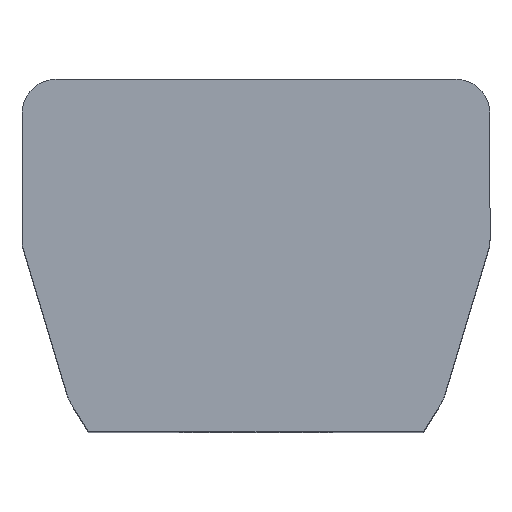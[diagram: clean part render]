
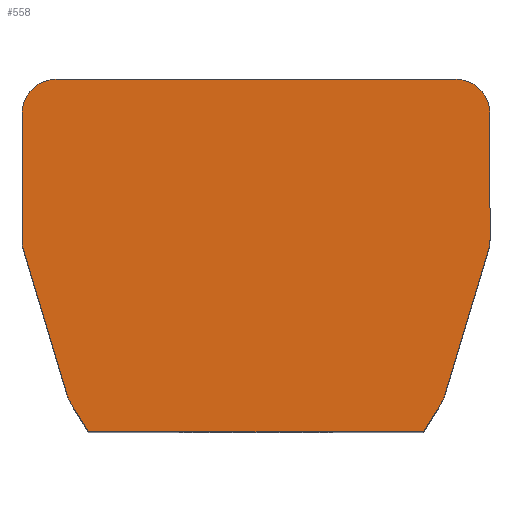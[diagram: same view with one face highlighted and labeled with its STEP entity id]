
A CAD part, top view. The second image highlights one B-rep face of the part: STEP entity #558.
In plain terms, the highlighted planar face has unit normal (0, 0, 1).
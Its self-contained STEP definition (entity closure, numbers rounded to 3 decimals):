
#5 = DIRECTION ( 'NONE',  ( 0.287, -0.958, 0. ) ) ;
#11 = DIRECTION ( 'NONE',  ( 0., 0., 1. ) ) ;
#12 = VERTEX_POINT ( 'NONE', #187 ) ;
#14 = DIRECTION ( 'NONE',  ( 1., 0., 0. ) ) ;
#31 = AXIS2_PLACEMENT_3D ( 'NONE', #98, #244, #151 ) ;
#37 = EDGE_CURVE ( 'NONE', #290, #47, #202, .T. ) ;
#39 = CARTESIAN_POINT ( 'NONE',  ( -28.946, 8.246, 15. ) ) ;
#44 = LINE ( 'NONE', #492, #514 ) ;
#45 = CARTESIAN_POINT ( 'NONE',  ( -30.38, 12.906, 15. ) ) ;
#47 = VERTEX_POINT ( 'NONE', #39 ) ;
#49 = ORIENTED_EDGE ( 'NONE', *, *, #367, .T. ) ;
#57 = VERTEX_POINT ( 'NONE', #369 ) ;
#68 = EDGE_CURVE ( 'NONE', #280, #239, #571, .T. ) ;
#86 = ORIENTED_EDGE ( 'NONE', *, *, #328, .T. ) ;
#95 = PLANE ( 'NONE',  #316 ) ;
#98 = CARTESIAN_POINT ( 'NONE',  ( -17.62, 13.052, 15. ) ) ;
#101 = CARTESIAN_POINT ( 'NONE',  ( -16.62, 12.906, 15. ) ) ;
#103 = CARTESIAN_POINT ( 'NONE',  ( -30.338, 12.765, 15. ) ) ;
#104 = CARTESIAN_POINT ( 'NONE',  ( -289.048, 429.399, 15. ) ) ;
#126 = ORIENTED_EDGE ( 'NONE', *, *, #495, .T. ) ;
#129 = VECTOR ( 'NONE', #501, 1000. ) ;
#130 = ORIENTED_EDGE ( 'NONE', *, *, #68, .T. ) ;
#142 = VERTEX_POINT ( 'NONE', #254 ) ;
#151 = DIRECTION ( 'NONE',  ( 1., 0., 0. ) ) ;
#157 = VERTEX_POINT ( 'NONE', #210 ) ;
#166 = EDGE_CURVE ( 'NONE', #615, #57, #44, .T. ) ;
#172 = VERTEX_POINT ( 'NONE', #207 ) ;
#174 = LINE ( 'NONE', #269, #267 ) ;
#187 = CARTESIAN_POINT ( 'NONE',  ( -30.38, 13.052, 15. ) ) ;
#200 = DIRECTION ( 'NONE',  ( 0., 0., 1. ) ) ;
#202 = CIRCLE ( 'NONE', #281, 1. ) ;
#203 = VECTOR ( 'NONE', #435, 1000. ) ;
#207 = CARTESIAN_POINT ( 'NONE',  ( -18.054, 8.246, 15. ) ) ;
#210 = CARTESIAN_POINT ( 'NONE',  ( -17.62, 17.761, 15. ) ) ;
#214 = DIRECTION ( 'NONE',  ( 1., 0., 0. ) ) ;
#223 = CIRCLE ( 'NONE', #283, 1. ) ;
#224 = DIRECTION ( 'NONE',  ( 1., 0., 0. ) ) ;
#229 = ORIENTED_EDGE ( 'NONE', *, *, #559, .T. ) ;
#230 = VERTEX_POINT ( 'NONE', #247 ) ;
#235 = EDGE_CURVE ( 'NONE', #157, #280, #611, .T. ) ;
#236 = EDGE_LOOP ( 'NONE', ( #86, #469, #551, #568, #606, #245, #322, #130, #49, #229, #126, #397, #385, #519 ) ) ;
#238 = EDGE_CURVE ( 'NONE', #230, #142, #242, .T. ) ;
#239 = VERTEX_POINT ( 'NONE', #483 ) ;
#242 = LINE ( 'NONE', #436, #377 ) ;
#243 = LINE ( 'NONE', #101, #477 ) ;
#244 = DIRECTION ( 'NONE',  ( 0., 0., 1. ) ) ;
#245 = ORIENTED_EDGE ( 'NONE', *, *, #564, .T. ) ;
#247 = CARTESIAN_POINT ( 'NONE',  ( -28.424, 7.4, 15. ) ) ;
#254 = CARTESIAN_POINT ( 'NONE',  ( -18.576, 7.4, 15. ) ) ;
#262 = DIRECTION ( 'NONE',  ( 0., 0., 1. ) ) ;
#267 = VECTOR ( 'NONE', #560, 1000. ) ;
#269 = CARTESIAN_POINT ( 'NONE',  ( 242.048, 429.399, 15. ) ) ;
#270 = CARTESIAN_POINT ( 'NONE',  ( -28.095, 8.771, 15. ) ) ;
#280 = VERTEX_POINT ( 'NONE', #309 ) ;
#281 = AXIS2_PLACEMENT_3D ( 'NONE', #270, #561, #224 ) ;
#283 = AXIS2_PLACEMENT_3D ( 'NONE', #482, #200, #579 ) ;
#290 = VERTEX_POINT ( 'NONE', #372 ) ;
#291 = CARTESIAN_POINT ( 'NONE',  ( -17.947, 8.484, 15. ) ) ;
#297 = DIRECTION ( 'NONE',  ( 0., 0., 1. ) ) ;
#298 = DIRECTION ( 'NONE',  ( -1., 0., 0. ) ) ;
#309 = CARTESIAN_POINT ( 'NONE',  ( -29.38, 17.761, 15. ) ) ;
#316 = AXIS2_PLACEMENT_3D ( 'NONE', #389, #11, #337 ) ;
#322 = ORIENTED_EDGE ( 'NONE', *, *, #235, .T. ) ;
#328 = EDGE_CURVE ( 'NONE', #142, #172, #174, .T. ) ;
#329 = AXIS2_PLACEMENT_3D ( 'NONE', #610, #515, #214 ) ;
#337 = DIRECTION ( 'NONE',  ( 1., 0., 0. ) ) ;
#340 = AXIS2_PLACEMENT_3D ( 'NONE', #537, #297, #14 ) ;
#343 = CIRCLE ( 'NONE', #340, 1. ) ;
#353 = FACE_OUTER_BOUND ( 'NONE', #236, .T. ) ;
#365 = CIRCLE ( 'NONE', #329, 1. ) ;
#367 = EDGE_CURVE ( 'NONE', #239, #12, #384, .T. ) ;
#369 = CARTESIAN_POINT ( 'NONE',  ( -16.62, 16.761, 15. ) ) ;
#372 = CARTESIAN_POINT ( 'NONE',  ( -29.053, 8.484, 15. ) ) ;
#377 = VECTOR ( 'NONE', #497, 1000. ) ;
#379 = VECTOR ( 'NONE', #5, 1000. ) ;
#382 = AXIS2_PLACEMENT_3D ( 'NONE', #454, #262, #409 ) ;
#384 = LINE ( 'NONE', #45, #129 ) ;
#385 = ORIENTED_EDGE ( 'NONE', *, *, #588, .T. ) ;
#389 = CARTESIAN_POINT ( 'NONE',  ( -23.5, 593.4, 15. ) ) ;
#395 = EDGE_CURVE ( 'NONE', #172, #466, #365, .T. ) ;
#397 = ORIENTED_EDGE ( 'NONE', *, *, #37, .T. ) ;
#403 = DIRECTION ( 'NONE',  ( 0., 1., 0. ) ) ;
#409 = DIRECTION ( 'NONE',  ( 1., 0., 0. ) ) ;
#431 = CARTESIAN_POINT ( 'NONE',  ( -16.662, 12.765, 15. ) ) ;
#435 = DIRECTION ( 'NONE',  ( 0.525, -0.851, 0. ) ) ;
#436 = CARTESIAN_POINT ( 'NONE',  ( -18.272, 7.4, 15. ) ) ;
#440 = CARTESIAN_POINT ( 'NONE',  ( -16.62, 13.052, 15. ) ) ;
#454 = CARTESIAN_POINT ( 'NONE',  ( -29.38, 16.761, 15. ) ) ;
#459 = EDGE_CURVE ( 'NONE', #474, #615, #573, .T. ) ;
#466 = VERTEX_POINT ( 'NONE', #291 ) ;
#469 = ORIENTED_EDGE ( 'NONE', *, *, #395, .T. ) ;
#474 = VERTEX_POINT ( 'NONE', #431 ) ;
#475 = VECTOR ( 'NONE', #298, 1000. ) ;
#477 = VECTOR ( 'NONE', #533, 1000. ) ;
#482 = CARTESIAN_POINT ( 'NONE',  ( -29.38, 13.052, 15. ) ) ;
#483 = CARTESIAN_POINT ( 'NONE',  ( -30.38, 16.761, 15. ) ) ;
#492 = CARTESIAN_POINT ( 'NONE',  ( -16.62, 17.761, 15. ) ) ;
#495 = EDGE_CURVE ( 'NONE', #575, #290, #499, .T. ) ;
#497 = DIRECTION ( 'NONE',  ( 1., 0., 0. ) ) ;
#499 = LINE ( 'NONE', #576, #379 ) ;
#501 = DIRECTION ( 'NONE',  ( 0., -1., 0. ) ) ;
#514 = VECTOR ( 'NONE', #403, 1000. ) ;
#515 = DIRECTION ( 'NONE',  ( 0., 0., 1. ) ) ;
#519 = ORIENTED_EDGE ( 'NONE', *, *, #238, .T. ) ;
#523 = EDGE_CURVE ( 'NONE', #466, #474, #243, .T. ) ;
#533 = DIRECTION ( 'NONE',  ( 0.287, 0.958, 0. ) ) ;
#537 = CARTESIAN_POINT ( 'NONE',  ( -17.62, 16.761, 15. ) ) ;
#551 = ORIENTED_EDGE ( 'NONE', *, *, #523, .T. ) ;
#558 = ADVANCED_FACE ( 'NONE', ( #353 ), #95, .T. ) ;
#559 = EDGE_CURVE ( 'NONE', #12, #575, #223, .T. ) ;
#560 = DIRECTION ( 'NONE',  ( 0.525, 0.851, 0. ) ) ;
#561 = DIRECTION ( 'NONE',  ( 0., 0., 1. ) ) ;
#564 = EDGE_CURVE ( 'NONE', #57, #157, #343, .T. ) ;
#568 = ORIENTED_EDGE ( 'NONE', *, *, #459, .T. ) ;
#571 = CIRCLE ( 'NONE', #382, 1. ) ;
#573 = CIRCLE ( 'NONE', #31, 1. ) ;
#575 = VERTEX_POINT ( 'NONE', #103 ) ;
#576 = CARTESIAN_POINT ( 'NONE',  ( -28.728, 7.4, 15. ) ) ;
#579 = DIRECTION ( 'NONE',  ( 1., 0., 0. ) ) ;
#580 = CARTESIAN_POINT ( 'NONE',  ( -30.38, 17.761, 15. ) ) ;
#584 = LINE ( 'NONE', #104, #203 ) ;
#588 = EDGE_CURVE ( 'NONE', #47, #230, #584, .T. ) ;
#606 = ORIENTED_EDGE ( 'NONE', *, *, #166, .T. ) ;
#610 = CARTESIAN_POINT ( 'NONE',  ( -18.905, 8.771, 15. ) ) ;
#611 = LINE ( 'NONE', #580, #475 ) ;
#615 = VERTEX_POINT ( 'NONE', #440 ) ;
